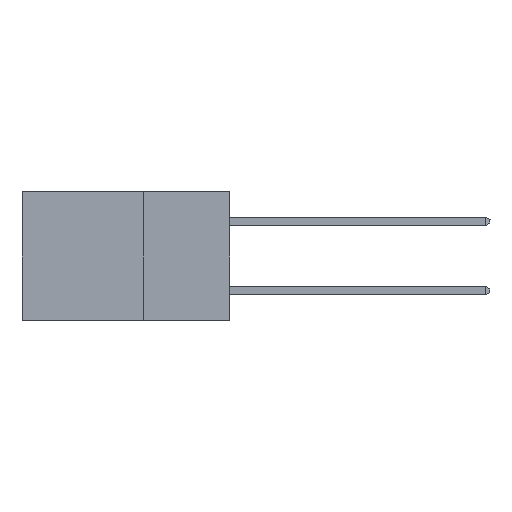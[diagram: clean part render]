
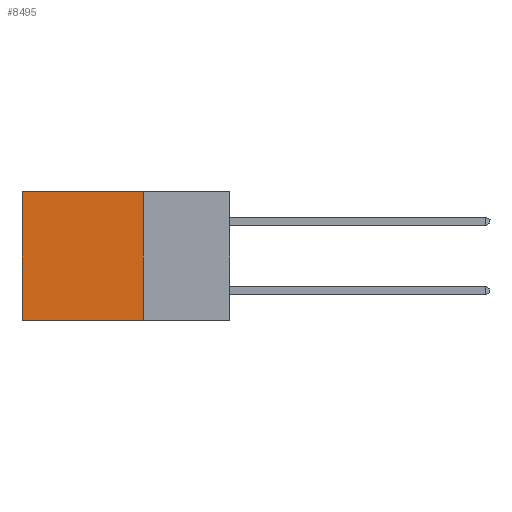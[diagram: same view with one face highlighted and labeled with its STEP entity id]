
A CAD part, left-side view. The second image highlights one B-rep face of the part: STEP entity #8495.
In plain terms, the highlighted planar face has unit normal (-1, 0, 0).
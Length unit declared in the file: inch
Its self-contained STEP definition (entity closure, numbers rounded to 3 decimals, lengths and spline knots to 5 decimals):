
#316 = CARTESIAN_POINT ( 'NONE',  ( 0.2615, 0.25, 0. ) ) ;
#1184 = CARTESIAN_POINT ( 'NONE',  ( 0.2615, 0.25, -0.37 ) ) ;
#2396 = VECTOR ( 'NONE', #12207, 39.37008 ) ;
#2705 = DIRECTION ( 'NONE',  ( 0., 0., -1. ) ) ;
#2778 = CARTESIAN_POINT ( 'NONE',  ( 0.2615, 0.25, -0.37 ) ) ;
#2932 = LINE ( 'NONE', #2778, #7165 ) ;
#3235 = DIRECTION ( 'NONE',  ( 0., 0., -1. ) ) ;
#3277 = ORIENTED_EDGE ( 'NONE', *, *, #7111, .T. ) ;
#3865 = EDGE_CURVE ( 'NONE', #12298, #10513, #2932, .T. ) ;
#4746 = PLANE ( 'NONE',  #6725 ) ;
#5051 = CARTESIAN_POINT ( 'NONE',  ( 0.2615, 0.25, -0.37 ) ) ;
#5701 = ORIENTED_EDGE ( 'NONE', *, *, #3865, .F. ) ;
#6027 = DIRECTION ( 'NONE',  ( 0., 0., -1. ) ) ;
#6061 = CARTESIAN_POINT ( 'NONE',  ( 0.2615, 0.25, -0.37 ) ) ;
#6501 = EDGE_LOOP ( 'NONE', ( #9846, #15573, #5701, #3277 ) ) ;
#6702 = CARTESIAN_POINT ( 'NONE',  ( 0.2615, 0.6, -0.37 ) ) ;
#6725 = AXIS2_PLACEMENT_3D ( 'NONE', #1184, #9631, #6027 ) ;
#6859 = VERTEX_POINT ( 'NONE', #6702 ) ;
#6881 = EDGE_CURVE ( 'NONE', #7956, #6859, #14337, .T. ) ;
#7111 = EDGE_CURVE ( 'NONE', #12298, #7956, #11220, .T. ) ;
#7165 = VECTOR ( 'NONE', #2705, 39.37008 ) ;
#7769 = LINE ( 'NONE', #5051, #15503 ) ;
#7956 = VERTEX_POINT ( 'NONE', #10036 ) ;
#8495 = ADVANCED_FACE ( 'NONE', ( #15802 ), #4746, .F. ) ;
#9631 = DIRECTION ( 'NONE',  ( 1., 0., 0. ) ) ;
#9798 = EDGE_CURVE ( 'NONE', #10513, #6859, #7769, .T. ) ;
#9846 = ORIENTED_EDGE ( 'NONE', *, *, #6881, .T. ) ;
#10036 = CARTESIAN_POINT ( 'NONE',  ( 0.2615, 0.6, 0. ) ) ;
#10513 = VERTEX_POINT ( 'NONE', #6061 ) ;
#11220 = LINE ( 'NONE', #12359, #2396 ) ;
#11588 = CARTESIAN_POINT ( 'NONE',  ( 0.2615, 0.6, -0.37 ) ) ;
#12207 = DIRECTION ( 'NONE',  ( 0., 1., 0. ) ) ;
#12298 = VERTEX_POINT ( 'NONE', #316 ) ;
#12359 = CARTESIAN_POINT ( 'NONE',  ( 0.2615, 0.25, 0. ) ) ;
#14204 = VECTOR ( 'NONE', #3235, 39.37008 ) ;
#14337 = LINE ( 'NONE', #11588, #14204 ) ;
#15129 = DIRECTION ( 'NONE',  ( 0., 1., 0. ) ) ;
#15503 = VECTOR ( 'NONE', #15129, 39.37008 ) ;
#15573 = ORIENTED_EDGE ( 'NONE', *, *, #9798, .F. ) ;
#15802 = FACE_OUTER_BOUND ( 'NONE', #6501, .T. ) ;
